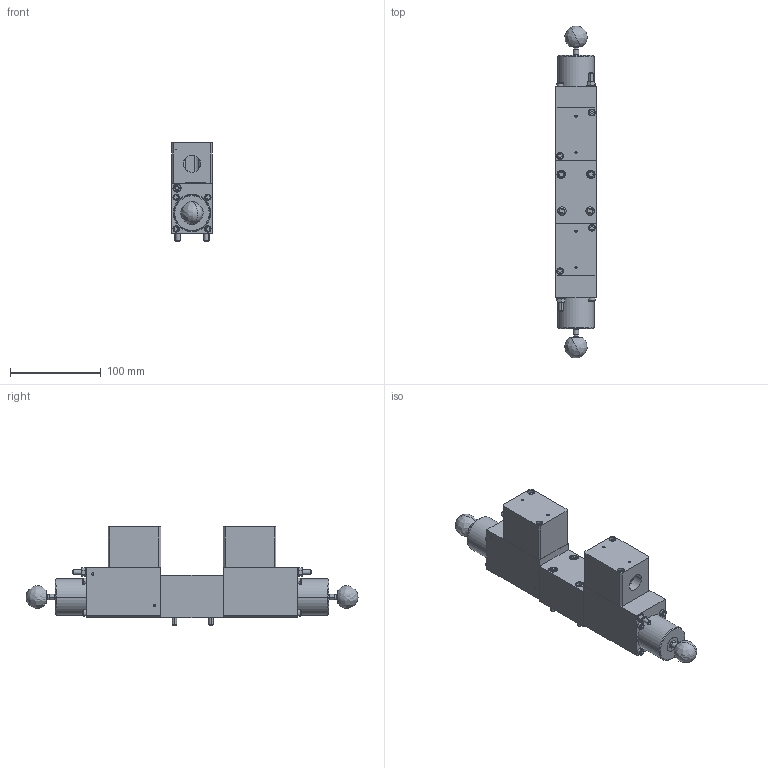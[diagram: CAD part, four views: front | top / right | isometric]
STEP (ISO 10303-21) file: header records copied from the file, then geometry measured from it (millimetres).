
FILE_DESCRIPTION (( 'STEP AP214' ), '1' );
FILE_NAME ('4ED6-800700-bob-AB.STEP', '2016-01-20T07:27:48', ( '' ), ( '' ), 'SwSTEP 2.0', 'SolidWorks 2012', '' );
FILE_SCHEMA (( 'AUTOMOTIVE_DESIGN' ));
Length unit declared in the file: millimetre
Products named in the file (1): 4ED6-800700-bob-AB
Bounding box: 45 x 366.05 x 108.5 mm (x, y, z)
Volume: 633712.3 mm3; surface area: 191975.4 mm2
Topology: 37 solids, 37 shells, 1234 faces, 2990 edges, 1877 vertices
Faces by surface type: cylinder 469, plane 374, cone 201, bspline 190
Entity records: 63730 total; most frequent: CARTESIAN_POINT 21658, ORIENTED_EDGE 5832, DIRECTION 5829, EDGE_CURVE 2916, AXIS2_PLACEMENT_3D 2301, VERTEX_POINT 1877, EDGE_LOOP 1443, UNCERTAINTY_MEASURE_WITH_UNIT 1271
